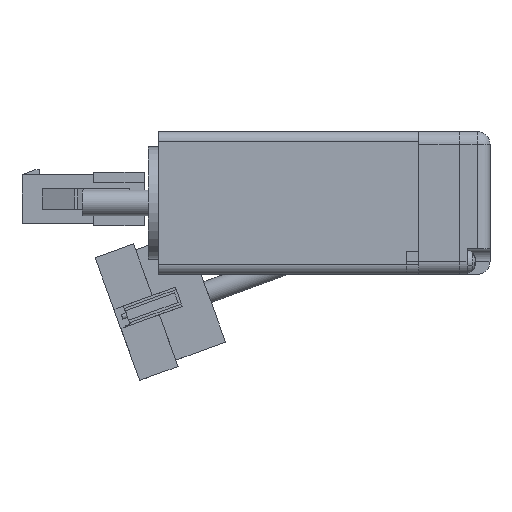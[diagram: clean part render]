
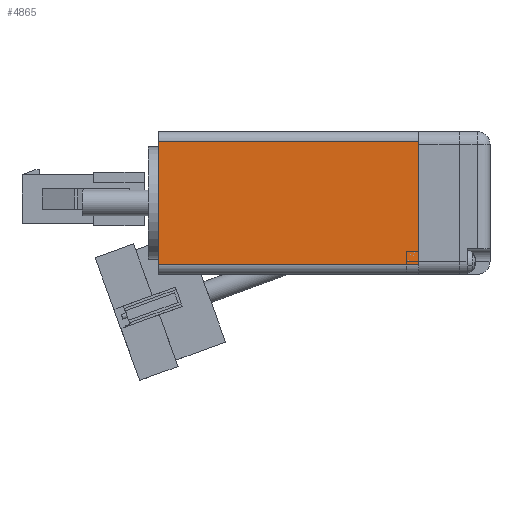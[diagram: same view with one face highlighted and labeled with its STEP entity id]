
A CAD part, front view. The second image highlights one B-rep face of the part: STEP entity #4865.
In plain terms, the highlighted planar face has unit normal (0, -1, 0).
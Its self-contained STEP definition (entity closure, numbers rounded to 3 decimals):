
#501 = EDGE_CURVE ( 'NONE', #3993, #3538, #9827, .T. ) ;
#522 = EDGE_CURVE ( 'NONE', #3993, #3430, #9816, .T. ) ;
#525 = EDGE_CURVE ( 'NONE', #3485, #3538, #9818, .T. ) ;
#1388 = FACE_OUTER_BOUND ( 'NONE', #7606, .T. ) ;
#2775 = EDGE_CURVE ( 'NONE', #3430, #3485, #11473, .T. ) ;
#3430 = VERTEX_POINT ( 'NONE', #13235 ) ;
#3485 = VERTEX_POINT ( 'NONE', #13252 ) ;
#3538 = VERTEX_POINT ( 'NONE', #13277 ) ;
#3993 = VERTEX_POINT ( 'NONE', #10906 ) ;
#4254 = CARTESIAN_POINT ( 'NONE',  ( -14., -14., 51. ) ) ;
#4258 = PLANE ( 'NONE',  #7138 ) ;
#4260 = DIRECTION ( 'NONE',  ( 0., 1., 0. ) ) ;
#4261 = DIRECTION ( 'NONE',  ( 0., 0., 1. ) ) ;
#4865 = ADVANCED_FACE ( 'NONE', ( #1388 ), #4258, .F. ) ;
#5616 = DIRECTION ( 'NONE',  ( 1., 0., 0. ) ) ;
#5623 = CARTESIAN_POINT ( 'NONE',  ( 12., -14., 51. ) ) ;
#5689 = CARTESIAN_POINT ( 'NONE',  ( -14., -14., 51. ) ) ;
#5722 = CARTESIAN_POINT ( 'NONE',  ( -12., -14., 51. ) ) ;
#5726 = DIRECTION ( 'NONE',  ( 0., 0., 1. ) ) ;
#5737 = DIRECTION ( 'NONE',  ( 0., 0., -1. ) ) ;
#7138 = AXIS2_PLACEMENT_3D ( 'NONE', #4254, #4260, #4261 ) ;
#7606 = EDGE_LOOP ( 'NONE', ( #10296, #10295, #10294, #10293 ) ) ;
#9811 = VECTOR ( 'NONE', #5726, 1000. ) ;
#9813 = VECTOR ( 'NONE', #5737, 1000. ) ;
#9816 = LINE ( 'NONE', #5722, #9813 ) ;
#9818 = LINE ( 'NONE', #5623, #9811 ) ;
#9825 = VECTOR ( 'NONE', #5616, 1000. ) ;
#9827 = LINE ( 'NONE', #5689, #9825 ) ;
#10293 = ORIENTED_EDGE ( 'NONE', *, *, #525, .T. ) ;
#10294 = ORIENTED_EDGE ( 'NONE', *, *, #2775, .T. ) ;
#10295 = ORIENTED_EDGE ( 'NONE', *, *, #522, .T. ) ;
#10296 = ORIENTED_EDGE ( 'NONE', *, *, #501, .F. ) ;
#10906 = CARTESIAN_POINT ( 'NONE',  ( -12., -14., 51. ) ) ;
#11470 = VECTOR ( 'NONE', #14639, 1000. ) ;
#11473 = LINE ( 'NONE', #14638, #11470 ) ;
#13235 = CARTESIAN_POINT ( 'NONE',  ( -12., -14., 0. ) ) ;
#13252 = CARTESIAN_POINT ( 'NONE',  ( 12., -14., 0. ) ) ;
#13277 = CARTESIAN_POINT ( 'NONE',  ( 12., -14., 51. ) ) ;
#14638 = CARTESIAN_POINT ( 'NONE',  ( -14., -14., 0. ) ) ;
#14639 = DIRECTION ( 'NONE',  ( 1., 0., 0. ) ) ;
